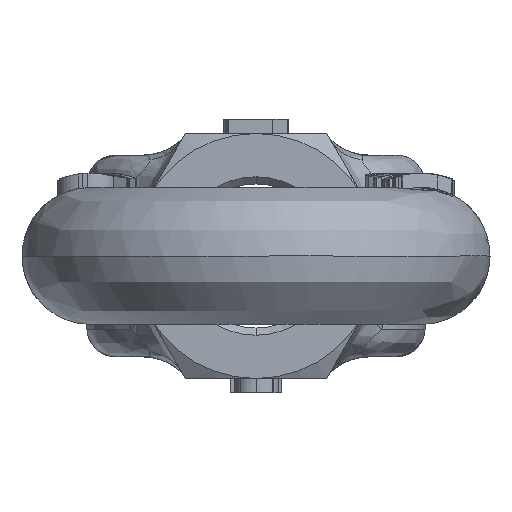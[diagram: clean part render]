
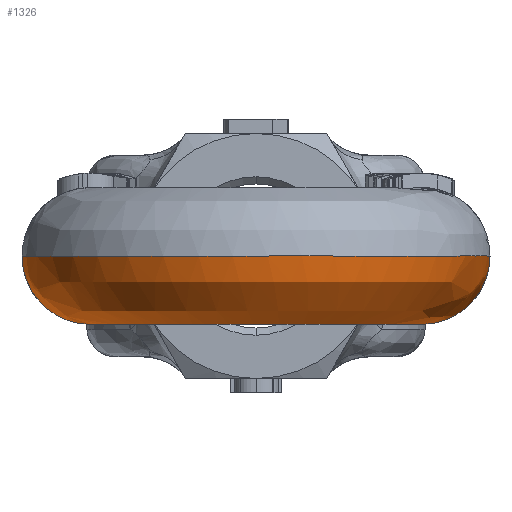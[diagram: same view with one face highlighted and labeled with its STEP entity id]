
A CAD part, left-side view. The second image highlights one B-rep face of the part: STEP entity #1326.
In plain terms, the highlighted free-form (B-spline) face has degree [3, 3] with [7, 4] control points.
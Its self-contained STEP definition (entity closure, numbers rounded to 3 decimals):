
#1326=ADVANCED_FACE('NONE',(#2950),#2951,.T.);
#2950=FACE_OUTER_BOUND('',#9125,.T.);
#2951=(B_SPLINE_SURFACE(3,3,((#9127,#9128,#9129,#9130),(#9131,#9132,#9133,#9134),(#9135,#9136,#9137,#9138),(#9139,#9140,#9141,#9142),(#9143,#9144,#9145,#9146),(#9147,#9148,#9149,#9150),(#9151,#9152,#9153,#9154)),.UNSPECIFIED.,.T.,.F.,.F.)B_SPLINE_SURFACE_WITH_KNOTS((4,3,4),(4,4),(0.0,0.5,1.0),(0.0,1.0),.UNSPECIFIED.)RATIONAL_B_SPLINE_SURFACE(((1.0,0.359,0.359,1.0),(0.333,0.12,0.12,0.333),(0.333,0.12,0.12,0.333),(1.0,0.359,0.359,1.0),(0.333,0.12,0.12,0.333),(0.333,0.12,0.12,0.333),(1.0,0.359,0.359,1.0)))BOUNDED_SURFACE()REPRESENTATION_ITEM('')GEOMETRIC_REPRESENTATION_ITEM()SURFACE());
#9125=EDGE_LOOP('',(#15539,#15540,#15541,#15542));
#9127=CARTESIAN_POINT('',(-68.972,79.645,152.744));
#9128=CARTESIAN_POINT('',(-99.125,80.796,152.744));
#9129=CARTESIAN_POINT('',(-99.125,110.971,152.744));
#9130=CARTESIAN_POINT('',(-68.972,112.122,152.744));
#9131=CARTESIAN_POINT('',(-68.972,79.645,162.244));
#9132=CARTESIAN_POINT('',(-99.125,80.796,162.244));
#9133=CARTESIAN_POINT('',(-99.125,110.971,162.244));
#9134=CARTESIAN_POINT('',(-68.972,112.122,162.244));
#9135=CARTESIAN_POINT('',(-68.61,89.139,162.244));
#9136=CARTESIAN_POINT('',(-81.135,89.617,162.244));
#9137=CARTESIAN_POINT('',(-81.135,102.151,162.244));
#9138=CARTESIAN_POINT('',(-68.61,102.629,162.244));
#9139=CARTESIAN_POINT('',(-68.61,89.139,152.744));
#9140=CARTESIAN_POINT('',(-81.135,89.617,152.744));
#9141=CARTESIAN_POINT('',(-81.135,102.151,152.744));
#9142=CARTESIAN_POINT('',(-68.61,102.629,152.744));
#9143=CARTESIAN_POINT('',(-68.61,89.139,143.244));
#9144=CARTESIAN_POINT('',(-81.135,89.617,143.244));
#9145=CARTESIAN_POINT('',(-81.135,102.151,143.244));
#9146=CARTESIAN_POINT('',(-68.61,102.629,143.244));
#9147=CARTESIAN_POINT('',(-68.972,79.645,143.244));
#9148=CARTESIAN_POINT('',(-99.125,80.796,143.244));
#9149=CARTESIAN_POINT('',(-99.125,110.971,143.244));
#9150=CARTESIAN_POINT('',(-68.972,112.122,143.244));
#9151=CARTESIAN_POINT('',(-68.972,79.645,152.744));
#9152=CARTESIAN_POINT('',(-99.125,80.796,152.744));
#9153=CARTESIAN_POINT('',(-99.125,110.971,152.744));
#9154=CARTESIAN_POINT('',(-68.972,112.122,152.744));
#15539=ORIENTED_EDGE('',*,*,#19421,.F.);
#15540=ORIENTED_EDGE('',*,*,#19422,.F.);
#15541=ORIENTED_EDGE('',*,*,#19423,.T.);
#15542=ORIENTED_EDGE('',*,*,#19424,.F.);
#19421=EDGE_CURVE('',#22123,#22124,#22125,.T.);
#19422=EDGE_CURVE('NONE',#22126,#22123,#22127,.T.);
#19423=EDGE_CURVE('',#22126,#22128,#22129,.T.);
#19424=EDGE_CURVE('NONE',#22124,#22128,#22130,.T.);
#22123=VERTEX_POINT('NONE',#29620);
#22124=VERTEX_POINT('',#29621);
#22125=(B_SPLINE_CURVE(3,(#29623,#29624,#29625,#29626),.UNSPECIFIED.,.F.,.F.)B_SPLINE_CURVE_WITH_KNOTS((4,4),(-1.0,-0.0),.UNSPECIFIED.)RATIONAL_B_SPLINE_CURVE((1.0,0.359,0.359,1.0))BOUNDED_CURVE()REPRESENTATION_ITEM('')GEOMETRIC_REPRESENTATION_ITEM()CURVE());
#22126=VERTEX_POINT('',#29633);
#22127=CIRCLE('',#29634,4.75);
#22128=VERTEX_POINT('',#29635);
#22129=(B_SPLINE_CURVE(3,(#29637,#29638,#29639,#29640),.UNSPECIFIED.,.F.,.F.)B_SPLINE_CURVE_WITH_KNOTS((4,4),(-1.0,-0.0),.UNSPECIFIED.)RATIONAL_B_SPLINE_CURVE((1.0,0.359,0.359,1.0))BOUNDED_CURVE()REPRESENTATION_ITEM('')GEOMETRIC_REPRESENTATION_ITEM()CURVE());
#22130=CIRCLE('',#29647,4.75);
#29620=CARTESIAN_POINT('',(-68.972,112.122,152.744));
#29621=CARTESIAN_POINT('',(-68.972,79.645,152.744));
#29623=CARTESIAN_POINT('',(-68.972,112.122,152.744));
#29624=CARTESIAN_POINT('',(-99.125,110.971,152.744));
#29625=CARTESIAN_POINT('',(-99.125,80.796,152.744));
#29626=CARTESIAN_POINT('',(-68.972,79.645,152.744));
#29633=CARTESIAN_POINT('',(-68.61,102.629,152.744));
#29634=AXIS2_PLACEMENT_3D('',#36516,#36517,#36518);
#29635=CARTESIAN_POINT('',(-68.61,89.139,152.744));
#29637=CARTESIAN_POINT('',(-68.61,102.629,152.744));
#29638=CARTESIAN_POINT('',(-81.135,102.151,152.744));
#29639=CARTESIAN_POINT('',(-81.135,89.617,152.744));
#29640=CARTESIAN_POINT('',(-68.61,89.139,152.744));
#29647=AXIS2_PLACEMENT_3D('',#36519,#36520,#36521);
#36516=CARTESIAN_POINT('',(-68.791,107.375,152.744));
#36517=DIRECTION('',(0.999,0.038,0.0));
#36518=DIRECTION('',(-0.038,0.999,0.0));
#36519=CARTESIAN_POINT('',(-68.791,84.392,152.744));
#36520=DIRECTION('',(0.999,-0.038,0.0));
#36521=DIRECTION('',(-0.038,-0.999,0.0));
